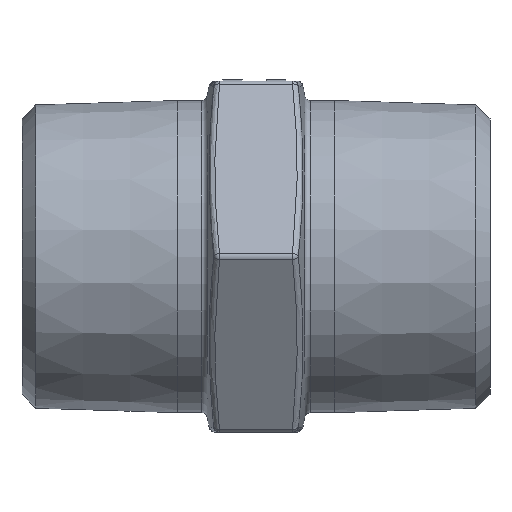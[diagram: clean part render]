
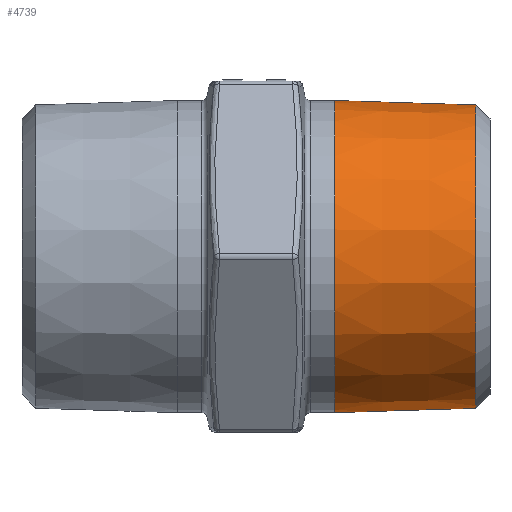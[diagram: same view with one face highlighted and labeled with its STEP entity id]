
A CAD part, front view. The second image highlights one B-rep face of the part: STEP entity #4739.
In plain terms, the highlighted conical face has half-angle 1.79 degrees and reference radius 12.923 mm.
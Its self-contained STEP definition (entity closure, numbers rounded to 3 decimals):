
#823 = CIRCLE ( 'NONE', #6657, 12.961 ) ;
#2112 = CIRCLE ( 'NONE', #12623, 13.338 ) ;
#2552 = CARTESIAN_POINT ( 'NONE',  ( 18.803, 0., 0. ) ) ;
#2553 = DIRECTION ( 'NONE',  ( -1., 0., 0. ) ) ;
#2554 = DIRECTION ( 'NONE',  ( 0., 0., -1. ) ) ;
#3565 = CARTESIAN_POINT ( 'NONE',  ( 6.734, 0., 0. ) ) ;
#3566 = DIRECTION ( 'NONE',  ( -1., 0., 0. ) ) ;
#3567 = DIRECTION ( 'NONE',  ( 0., 0., 1. ) ) ;
#4739 = ADVANCED_FACE ( 'NONE', ( #8156, #8157 ), #8158, .T. ) ;
#5553 = DIRECTION ( 'NONE',  ( 0., 0., 1. ) ) ;
#5555 = DIRECTION ( 'NONE',  ( -1., 0., 0. ) ) ;
#5558 = CARTESIAN_POINT ( 'NONE',  ( 20., 0., 0. ) ) ;
#6277 = VERTEX_POINT ( 'NONE', #13623 ) ;
#6279 = VERTEX_POINT ( 'NONE', #13639 ) ;
#6657 = AXIS2_PLACEMENT_3D ( 'NONE', #2552, #2553, #2554 ) ;
#6877 = EDGE_CURVE ( 'NONE', #6279, #6279, #823, .T. ) ;
#7015 = EDGE_CURVE ( 'NONE', #6277, #6277, #2112, .T. ) ;
#8156 = FACE_BOUND ( 'NONE', #9114, .T. ) ;
#8157 = FACE_OUTER_BOUND ( 'NONE', #10124, .T. ) ;
#8158 = CONICAL_SURFACE ( 'NONE', #11899, 12.923, 0.031 ) ;
#9114 = EDGE_LOOP ( 'NONE', ( #9466 ) ) ;
#9465 = ORIENTED_EDGE ( 'NONE', *, *, #7015, .F. ) ;
#9466 = ORIENTED_EDGE ( 'NONE', *, *, #6877, .T. ) ;
#10124 = EDGE_LOOP ( 'NONE', ( #9465 ) ) ;
#11899 = AXIS2_PLACEMENT_3D ( 'NONE', #5558, #5555, #5553 ) ;
#12623 = AXIS2_PLACEMENT_3D ( 'NONE', #3565, #3566, #3567 ) ;
#13623 = CARTESIAN_POINT ( 'NONE',  ( 6.734, 0., 13.338 ) ) ;
#13639 = CARTESIAN_POINT ( 'NONE',  ( 18.803, 0., -12.961 ) ) ;
